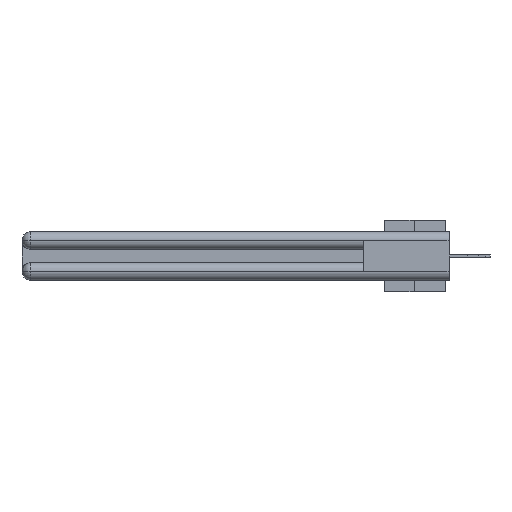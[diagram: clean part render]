
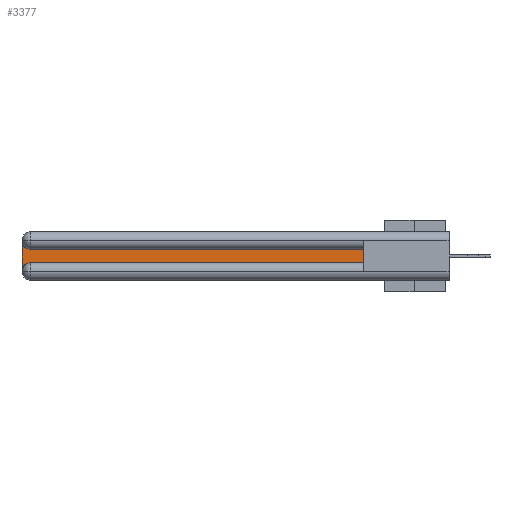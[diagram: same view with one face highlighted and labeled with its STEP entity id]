
A CAD part, left-side view. The second image highlights one B-rep face of the part: STEP entity #3377.
In plain terms, the highlighted planar face has unit normal (-1, 0, 0).
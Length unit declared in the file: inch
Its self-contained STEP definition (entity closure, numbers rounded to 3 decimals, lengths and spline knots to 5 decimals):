
#48 = ORIENTED_EDGE ( 'NONE', *, *, #23078, .T. ) ;
#660 = LINE ( 'NONE', #28656, #14106 ) ;
#821 = VERTEX_POINT ( 'NONE', #13506 ) ;
#988 = CIRCLE ( 'NONE', #2576, 0.06 ) ;
#1449 = DIRECTION ( 'NONE',  ( 0., 0., -1. ) ) ;
#2417 = AXIS2_PLACEMENT_3D ( 'NONE', #20740, #23427, #18732 ) ;
#2576 = AXIS2_PLACEMENT_3D ( 'NONE', #22119, #29182, #21632 ) ;
#3377 = ADVANCED_FACE ( 'NONE', ( #8136 ), #5953, .F. ) ;
#4508 = LINE ( 'NONE', #5015, #4813 ) ;
#4813 = VECTOR ( 'NONE', #14764, 39.37008 ) ;
#5015 = CARTESIAN_POINT ( 'NONE',  ( 0.075, 0.6, -0.2175 ) ) ;
#5195 = DIRECTION ( 'NONE',  ( 0., 1., 0. ) ) ;
#5311 = EDGE_CURVE ( 'NONE', #27871, #5908, #14948, .T. ) ;
#5908 = VERTEX_POINT ( 'NONE', #30989 ) ;
#5953 = PLANE ( 'NONE',  #2417 ) ;
#6028 = CARTESIAN_POINT ( 'NONE',  ( 0.075, 0.6, -0.2175 ) ) ;
#7036 = CARTESIAN_POINT ( 'NONE',  ( 0.075, 0.6, -0.2175 ) ) ;
#7312 = VECTOR ( 'NONE', #24821, 39.37008 ) ;
#8082 = EDGE_CURVE ( 'NONE', #821, #17183, #660, .T. ) ;
#8136 = FACE_OUTER_BOUND ( 'NONE', #13352, .T. ) ;
#13352 = EDGE_LOOP ( 'NONE', ( #30306, #15877, #18610, #19137, #18508, #48 ) ) ;
#13506 = CARTESIAN_POINT ( 'NONE',  ( 0.075, 0.6, -0.1225 ) ) ;
#14106 = VECTOR ( 'NONE', #5195, 39.37008 ) ;
#14753 = DIRECTION ( 'NONE',  ( 0., -1., 0. ) ) ;
#14764 = DIRECTION ( 'NONE',  ( 0., 0., 1. ) ) ;
#14948 = LINE ( 'NONE', #22478, #7312 ) ;
#15028 = EDGE_CURVE ( 'NONE', #22213, #27016, #18650, .T. ) ;
#15877 = ORIENTED_EDGE ( 'NONE', *, *, #27863, .T. ) ;
#17183 = VERTEX_POINT ( 'NONE', #31891 ) ;
#18508 = ORIENTED_EDGE ( 'NONE', *, *, #15028, .T. ) ;
#18610 = ORIENTED_EDGE ( 'NONE', *, *, #5311, .T. ) ;
#18650 = LINE ( 'NONE', #6028, #31798 ) ;
#18732 = DIRECTION ( 'NONE',  ( 0., 0., -1. ) ) ;
#19137 = ORIENTED_EDGE ( 'NONE', *, *, #32697, .T. ) ;
#20740 = CARTESIAN_POINT ( 'NONE',  ( 0.075, 3., -0.1225 ) ) ;
#21632 = DIRECTION ( 'NONE',  ( 0., 0., -1. ) ) ;
#21898 = CARTESIAN_POINT ( 'NONE',  ( 0.075, 3., -0.0625 ) ) ;
#22119 = CARTESIAN_POINT ( 'NONE',  ( 0.075, 2.94, -0.2775 ) ) ;
#22213 = VERTEX_POINT ( 'NONE', #22580 ) ;
#22227 = CARTESIAN_POINT ( 'NONE',  ( 0.075, 2.94, -0.0625 ) ) ;
#22478 = CARTESIAN_POINT ( 'NONE',  ( 0.075, 3., -0.2175 ) ) ;
#22580 = CARTESIAN_POINT ( 'NONE',  ( 0.075, 2.94, -0.2175 ) ) ;
#23078 = EDGE_CURVE ( 'NONE', #27016, #821, #4508, .T. ) ;
#23427 = DIRECTION ( 'NONE',  ( 1., 0., 0. ) ) ;
#24821 = DIRECTION ( 'NONE',  ( 0., 0., -1. ) ) ;
#25976 = AXIS2_PLACEMENT_3D ( 'NONE', #22227, #32470, #1449 ) ;
#27016 = VERTEX_POINT ( 'NONE', #7036 ) ;
#27568 = CIRCLE ( 'NONE', #25976, 0.06 ) ;
#27863 = EDGE_CURVE ( 'NONE', #17183, #27871, #27568, .T. ) ;
#27871 = VERTEX_POINT ( 'NONE', #21898 ) ;
#28656 = CARTESIAN_POINT ( 'NONE',  ( 0.075, 0.6, -0.1225 ) ) ;
#29182 = DIRECTION ( 'NONE',  ( 1., 0., 0. ) ) ;
#30306 = ORIENTED_EDGE ( 'NONE', *, *, #8082, .T. ) ;
#30989 = CARTESIAN_POINT ( 'NONE',  ( 0.075, 3., -0.2775 ) ) ;
#31798 = VECTOR ( 'NONE', #14753, 39.37008 ) ;
#31891 = CARTESIAN_POINT ( 'NONE',  ( 0.075, 2.94, -0.1225 ) ) ;
#32470 = DIRECTION ( 'NONE',  ( 1., 0., 0. ) ) ;
#32697 = EDGE_CURVE ( 'NONE', #5908, #22213, #988, .T. ) ;
